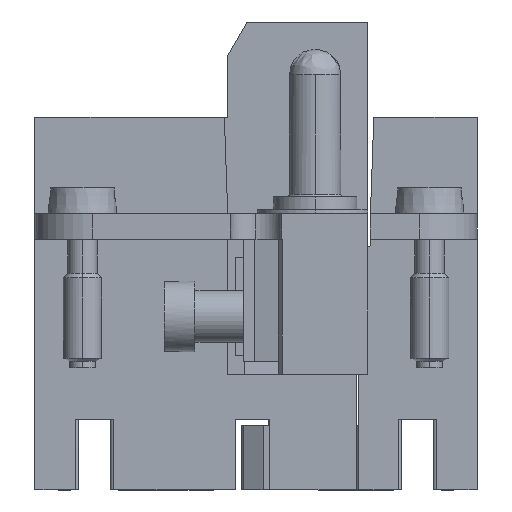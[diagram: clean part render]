
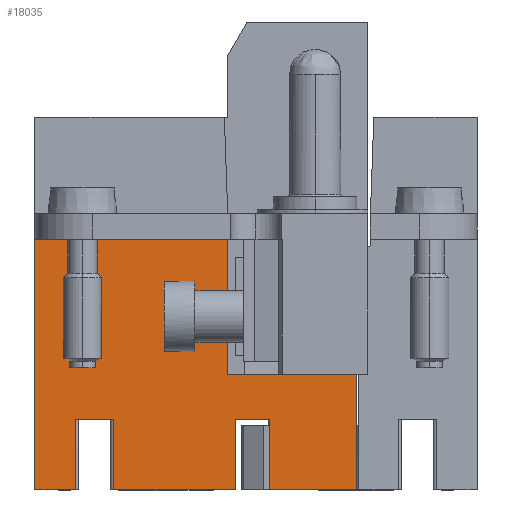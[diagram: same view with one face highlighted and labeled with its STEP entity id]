
A CAD part, front view. The second image highlights one B-rep face of the part: STEP entity #18035.
In plain terms, the highlighted planar face has unit normal (0, -1, 0).
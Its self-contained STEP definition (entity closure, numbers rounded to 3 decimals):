
#17903=AXIS2_PLACEMENT_3D('Plane Axis2P3D',#17900,#17901,#17902) ;
#3940=CARTESIAN_POINT('Vertex',(25.,7.75,0.)) ;
#3943=CARTESIAN_POINT('Line Origine',(21.63,7.75,0.)) ;
#3947=CARTESIAN_POINT('Vertex',(18.26,7.75,0.)) ;
#9898=CARTESIAN_POINT('Vertex',(19.499,7.75,10.)) ;
#9901=CARTESIAN_POINT('Line Origine',(21.515,7.75,10.)) ;
#9905=CARTESIAN_POINT('Vertex',(23.532,7.75,10.)) ;
#10144=CARTESIAN_POINT('Vertex',(19.499,7.75,10.372)) ;
#10147=CARTESIAN_POINT('Line Origine',(19.499,7.75,10.186)) ;
#10182=CARTESIAN_POINT('Vertex',(23.532,7.75,10.372)) ;
#10202=CARTESIAN_POINT('Line Origine',(23.532,7.75,14.75)) ;
#16894=CARTESIAN_POINT('Vertex',(0.,7.75,19.5)) ;
#16897=CARTESIAN_POINT('Line Origine',(7.5,7.75,19.5)) ;
#16901=CARTESIAN_POINT('Vertex',(15.,7.75,19.5)) ;
#17267=CARTESIAN_POINT('Vertex',(0.,7.75,0.)) ;
#17270=CARTESIAN_POINT('Line Origine',(0.,7.75,9.75)) ;
#17900=CARTESIAN_POINT('Axis2P3D Location',(0.,7.75,0.)) ;
#17905=CARTESIAN_POINT('Line Origine',(19.388,7.75,10.372)) ;
#17909=CARTESIAN_POINT('Vertex',(19.278,7.75,10.372)) ;
#17912=CARTESIAN_POINT('Line Origine',(19.278,7.75,9.686)) ;
#17916=CARTESIAN_POINT('Vertex',(19.278,7.75,9.)) ;
#17919=CARTESIAN_POINT('Line Origine',(17.139,7.75,9.)) ;
#17923=CARTESIAN_POINT('Vertex',(15.,7.75,9.)) ;
#17926=CARTESIAN_POINT('Line Origine',(15.,7.75,14.25)) ;
#17931=CARTESIAN_POINT('Line Origine',(1.581,7.75,0.)) ;
#17935=CARTESIAN_POINT('Vertex',(3.162,7.75,0.)) ;
#17938=CARTESIAN_POINT('Line Origine',(3.162,7.75,2.75)) ;
#17942=CARTESIAN_POINT('Vertex',(3.162,7.75,5.5)) ;
#17945=CARTESIAN_POINT('Line Origine',(4.65,7.75,5.5)) ;
#17949=CARTESIAN_POINT('Vertex',(6.137,7.75,5.5)) ;
#17952=CARTESIAN_POINT('Line Origine',(6.137,7.75,2.75)) ;
#17956=CARTESIAN_POINT('Vertex',(6.137,7.75,0.)) ;
#17959=CARTESIAN_POINT('Line Origine',(10.869,7.75,0.)) ;
#17963=CARTESIAN_POINT('Vertex',(15.6,7.75,0.)) ;
#17966=CARTESIAN_POINT('Line Origine',(15.6,7.75,2.75)) ;
#17970=CARTESIAN_POINT('Vertex',(15.6,7.75,5.5)) ;
#17973=CARTESIAN_POINT('Line Origine',(16.93,7.75,5.5)) ;
#17977=CARTESIAN_POINT('Vertex',(18.26,7.75,5.5)) ;
#17980=CARTESIAN_POINT('Line Origine',(18.26,7.75,2.75)) ;
#17985=CARTESIAN_POINT('Line Origine',(25.,7.75,4.5)) ;
#17989=CARTESIAN_POINT('Vertex',(25.,7.75,9.)) ;
#17992=CARTESIAN_POINT('Line Origine',(24.337,7.75,9.)) ;
#17996=CARTESIAN_POINT('Vertex',(23.674,7.75,9.)) ;
#17999=CARTESIAN_POINT('Line Origine',(23.674,7.75,9.686)) ;
#18003=CARTESIAN_POINT('Vertex',(23.674,7.75,10.372)) ;
#18006=CARTESIAN_POINT('Line Origine',(23.603,7.75,10.372)) ;
#3944=DIRECTION('Vector Direction',(1.,0.,0.)) ;
#9902=DIRECTION('Vector Direction',(1.,0.,0.)) ;
#10148=DIRECTION('Vector Direction',(0.,0.,-1.)) ;
#10203=DIRECTION('Vector Direction',(0.,0.,-1.)) ;
#16898=DIRECTION('Vector Direction',(-1.,0.,0.)) ;
#17271=DIRECTION('Vector Direction',(0.,0.,-1.)) ;
#17901=DIRECTION('Axis2P3D Direction',(0.,-1.,0.)) ;
#17902=DIRECTION('Axis2P3D XDirection',(0.,0.,1.)) ;
#17906=DIRECTION('Vector Direction',(-1.,0.,0.)) ;
#17913=DIRECTION('Vector Direction',(0.,0.,-1.)) ;
#17920=DIRECTION('Vector Direction',(-1.,0.,0.)) ;
#17927=DIRECTION('Vector Direction',(0.,0.,1.)) ;
#17932=DIRECTION('Vector Direction',(-1.,0.,0.)) ;
#17939=DIRECTION('Vector Direction',(0.,0.,1.)) ;
#17946=DIRECTION('Vector Direction',(1.,0.,0.)) ;
#17953=DIRECTION('Vector Direction',(0.,0.,-1.)) ;
#17960=DIRECTION('Vector Direction',(1.,0.,0.)) ;
#17967=DIRECTION('Vector Direction',(0.,0.,1.)) ;
#17974=DIRECTION('Vector Direction',(1.,0.,0.)) ;
#17981=DIRECTION('Vector Direction',(0.,0.,-1.)) ;
#17986=DIRECTION('Vector Direction',(0.,0.,1.)) ;
#17993=DIRECTION('Vector Direction',(1.,0.,0.)) ;
#18000=DIRECTION('Vector Direction',(0.,0.,1.)) ;
#18007=DIRECTION('Vector Direction',(-1.,0.,0.)) ;
#3945=VECTOR('Line Direction',#3944,1.) ;
#9903=VECTOR('Line Direction',#9902,1.) ;
#10149=VECTOR('Line Direction',#10148,1.) ;
#10204=VECTOR('Line Direction',#10203,1.) ;
#16899=VECTOR('Line Direction',#16898,1.) ;
#17272=VECTOR('Line Direction',#17271,1.) ;
#17907=VECTOR('Line Direction',#17906,1.) ;
#17914=VECTOR('Line Direction',#17913,1.) ;
#17921=VECTOR('Line Direction',#17920,1.) ;
#17928=VECTOR('Line Direction',#17927,1.) ;
#17933=VECTOR('Line Direction',#17932,1.) ;
#17940=VECTOR('Line Direction',#17939,1.) ;
#17947=VECTOR('Line Direction',#17946,1.) ;
#17954=VECTOR('Line Direction',#17953,1.) ;
#17961=VECTOR('Line Direction',#17960,1.) ;
#17968=VECTOR('Line Direction',#17967,1.) ;
#17975=VECTOR('Line Direction',#17974,1.) ;
#17982=VECTOR('Line Direction',#17981,1.) ;
#17987=VECTOR('Line Direction',#17986,1.) ;
#17994=VECTOR('Line Direction',#17993,1.) ;
#18001=VECTOR('Line Direction',#18000,1.) ;
#18008=VECTOR('Line Direction',#18007,1.) ;
#18012=ORIENTED_EDGE('',*,*,#17911,.T.) ;
#18013=ORIENTED_EDGE('',*,*,#17918,.T.) ;
#18014=ORIENTED_EDGE('',*,*,#17925,.T.) ;
#18015=ORIENTED_EDGE('',*,*,#17930,.T.) ;
#18016=ORIENTED_EDGE('',*,*,#16903,.T.) ;
#18017=ORIENTED_EDGE('',*,*,#17274,.T.) ;
#18018=ORIENTED_EDGE('',*,*,#17937,.F.) ;
#18019=ORIENTED_EDGE('',*,*,#17944,.T.) ;
#18020=ORIENTED_EDGE('',*,*,#17951,.T.) ;
#18021=ORIENTED_EDGE('',*,*,#17958,.T.) ;
#18022=ORIENTED_EDGE('',*,*,#17965,.T.) ;
#18023=ORIENTED_EDGE('',*,*,#17972,.T.) ;
#18024=ORIENTED_EDGE('',*,*,#17979,.T.) ;
#18025=ORIENTED_EDGE('',*,*,#17984,.T.) ;
#18026=ORIENTED_EDGE('',*,*,#3949,.T.) ;
#18027=ORIENTED_EDGE('',*,*,#17991,.T.) ;
#18028=ORIENTED_EDGE('',*,*,#17998,.F.) ;
#18029=ORIENTED_EDGE('',*,*,#18005,.T.) ;
#18030=ORIENTED_EDGE('',*,*,#18010,.T.) ;
#18031=ORIENTED_EDGE('',*,*,#10206,.F.) ;
#18032=ORIENTED_EDGE('',*,*,#9907,.F.) ;
#18033=ORIENTED_EDGE('',*,*,#10151,.F.) ;
#18035=ADVANCED_FACE('Brep With Voids',(#18034),#17904,.T.) ;
#3949=EDGE_CURVE('',#3948,#3941,#3946,.T.) ;
#9907=EDGE_CURVE('',#9899,#9906,#9904,.T.) ;
#10151=EDGE_CURVE('',#10145,#9899,#10150,.T.) ;
#10206=EDGE_CURVE('',#9906,#10183,#10205,.F.) ;
#16903=EDGE_CURVE('',#16902,#16895,#16900,.T.) ;
#17274=EDGE_CURVE('',#16895,#17268,#17273,.T.) ;
#17911=EDGE_CURVE('',#10145,#17910,#17908,.T.) ;
#17918=EDGE_CURVE('',#17910,#17917,#17915,.T.) ;
#17925=EDGE_CURVE('',#17917,#17924,#17922,.T.) ;
#17930=EDGE_CURVE('',#17924,#16902,#17929,.T.) ;
#17937=EDGE_CURVE('',#17936,#17268,#17934,.T.) ;
#17944=EDGE_CURVE('',#17936,#17943,#17941,.T.) ;
#17951=EDGE_CURVE('',#17943,#17950,#17948,.T.) ;
#17958=EDGE_CURVE('',#17950,#17957,#17955,.T.) ;
#17965=EDGE_CURVE('',#17957,#17964,#17962,.T.) ;
#17972=EDGE_CURVE('',#17964,#17971,#17969,.T.) ;
#17979=EDGE_CURVE('',#17971,#17978,#17976,.T.) ;
#17984=EDGE_CURVE('',#17978,#3948,#17983,.T.) ;
#17991=EDGE_CURVE('',#3941,#17990,#17988,.T.) ;
#17998=EDGE_CURVE('',#17997,#17990,#17995,.T.) ;
#18005=EDGE_CURVE('',#17997,#18004,#18002,.T.) ;
#18010=EDGE_CURVE('',#18004,#10183,#18009,.T.) ;
#18011=EDGE_LOOP('',(#18012,#18013,#18014,#18015,#18016,#18017,#18018,#18019,#18020,#18021,#18022,#18023,#18024,#18025,#18026,#18027,#18028,#18029,#18030,#18031,#18032,#18033)) ;
#18034=FACE_OUTER_BOUND('',#18011,.T.) ;
#3946=LINE('Line',#3943,#3945) ;
#9904=LINE('Line',#9901,#9903) ;
#10150=LINE('Line',#10147,#10149) ;
#10205=LINE('Line',#10202,#10204) ;
#16900=LINE('Line',#16897,#16899) ;
#17273=LINE('Line',#17270,#17272) ;
#17908=LINE('Line',#17905,#17907) ;
#17915=LINE('Line',#17912,#17914) ;
#17922=LINE('Line',#17919,#17921) ;
#17929=LINE('Line',#17926,#17928) ;
#17934=LINE('Line',#17931,#17933) ;
#17941=LINE('Line',#17938,#17940) ;
#17948=LINE('Line',#17945,#17947) ;
#17955=LINE('Line',#17952,#17954) ;
#17962=LINE('Line',#17959,#17961) ;
#17969=LINE('Line',#17966,#17968) ;
#17976=LINE('Line',#17973,#17975) ;
#17983=LINE('Line',#17980,#17982) ;
#17988=LINE('Line',#17985,#17987) ;
#17995=LINE('Line',#17992,#17994) ;
#18002=LINE('Line',#17999,#18001) ;
#18009=LINE('Line',#18006,#18008) ;
#17904=PLANE('',#17903) ;
#3941=VERTEX_POINT('',#3940) ;
#3948=VERTEX_POINT('',#3947) ;
#9899=VERTEX_POINT('',#9898) ;
#9906=VERTEX_POINT('',#9905) ;
#10145=VERTEX_POINT('',#10144) ;
#10183=VERTEX_POINT('',#10182) ;
#16895=VERTEX_POINT('',#16894) ;
#16902=VERTEX_POINT('',#16901) ;
#17268=VERTEX_POINT('',#17267) ;
#17910=VERTEX_POINT('',#17909) ;
#17917=VERTEX_POINT('',#17916) ;
#17924=VERTEX_POINT('',#17923) ;
#17936=VERTEX_POINT('',#17935) ;
#17943=VERTEX_POINT('',#17942) ;
#17950=VERTEX_POINT('',#17949) ;
#17957=VERTEX_POINT('',#17956) ;
#17964=VERTEX_POINT('',#17963) ;
#17971=VERTEX_POINT('',#17970) ;
#17978=VERTEX_POINT('',#17977) ;
#17990=VERTEX_POINT('',#17989) ;
#17997=VERTEX_POINT('',#17996) ;
#18004=VERTEX_POINT('',#18003) ;
